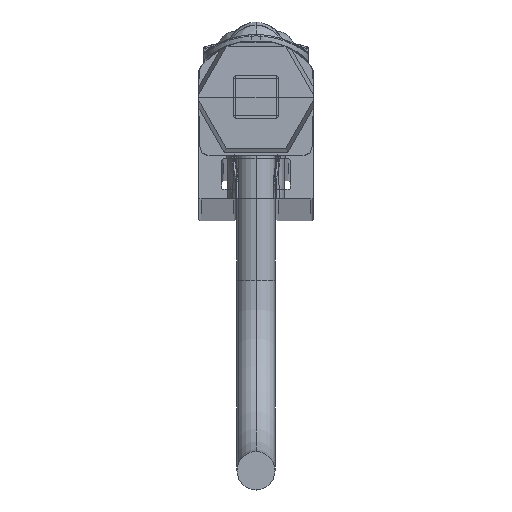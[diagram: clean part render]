
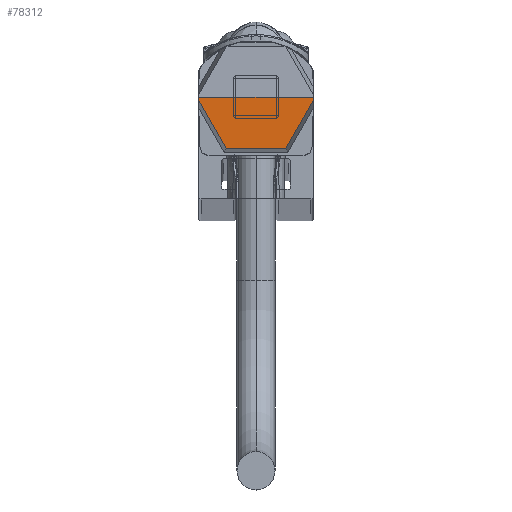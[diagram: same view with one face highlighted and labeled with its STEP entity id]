
A CAD part, top view. The second image highlights one B-rep face of the part: STEP entity #78312.
In plain terms, the highlighted planar face has unit normal (0, -0.018, 1).
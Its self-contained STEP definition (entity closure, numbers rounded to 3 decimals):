
#21874=DIRECTION('',(0.017,-1.,-0.017));
#21875=VECTOR('',#21874,0.323);
#21876=CARTESIAN_POINT('',(-6.,2.35,669.25));
#21877=LINE('',#21876,#21875);
#21878=DIRECTION('',(-0.017,-1.,-0.017));
#21879=VECTOR('',#21878,0.323);
#21880=CARTESIAN_POINT('',(6.,2.35,669.25));
#21881=LINE('',#21880,#21879);
#21882=DIRECTION('',(0.497,0.868,0.015));
#21883=VECTOR('',#21882,5.82);
#21884=CARTESIAN_POINT('',(3.101,-3.021,
669.156));
#21885=LINE('',#21884,#21883);
#21886=DIRECTION('',(1.,0.,0.));
#21887=VECTOR('',#21886,6.202);
#21888=CARTESIAN_POINT('',(-3.101,-3.021,
669.156));
#21889=LINE('',#21888,#21887);
#21890=DIRECTION('',(0.497,-0.868,-0.015));
#21891=VECTOR('',#21890,5.819);
#21892=CARTESIAN_POINT('',(-5.994,2.027,
669.244));
#21893=LINE('',#21892,#21891);
#21907=DIRECTION('',(1.,0.,0.));
#21908=VECTOR('',#21907,12.);
#21909=CARTESIAN_POINT('',(-6.,2.35,669.25));
#21910=LINE('',#21909,#21908);
#48987=CARTESIAN_POINT('',(-6.,2.35,669.25));
#48988=VERTEX_POINT('',#48987);
#48989=CARTESIAN_POINT('',(6.,2.35,669.25));
#48990=VERTEX_POINT('',#48989);
#48996=CARTESIAN_POINT('',(5.994,2.027,669.244));
#48998=VERTEX_POINT('',#48996);
#49012=CARTESIAN_POINT('',(-5.994,2.027,
669.244));
#49014=VERTEX_POINT('',#49012);
#49019=CARTESIAN_POINT('',(-3.101,-3.021,
669.156));
#49020=CARTESIAN_POINT('',(3.101,-3.021,
669.156));
#49021=VERTEX_POINT('',#49019);
#49022=VERTEX_POINT('',#49020);
#78295=CARTESIAN_POINT('',(-6.64,2.35,669.25));
#78296=DIRECTION('',(0.,-0.017,1.));
#78297=DIRECTION('',(1.,0.,0.));
#78298=AXIS2_PLACEMENT_3D('',#78295,#78296,#78297);
#78299=PLANE('',#78298);
#78300=ORIENTED_EDGE('',*,*,#78275,.F.);
#78302=ORIENTED_EDGE('',*,*,#78301,.T.);
#78304=ORIENTED_EDGE('',*,*,#78303,.T.);
#78306=ORIENTED_EDGE('',*,*,#78305,.F.);
#78308=ORIENTED_EDGE('',*,*,#78307,.F.);
#78309=ORIENTED_EDGE('',*,*,#78286,.F.);
#78310=EDGE_LOOP('',(#78300,#78302,#78304,#78306,#78308,#78309));
#78311=FACE_OUTER_BOUND('',#78310,.F.);
#78312=ADVANCED_FACE('',(#78311),#78299,.T.);
#78275=EDGE_CURVE('',#48988,#49014,#21877,.T.);
#78286=EDGE_CURVE('',#49014,#49021,#21893,.T.);
#78301=EDGE_CURVE('',#48988,#48990,#21910,.T.);
#78303=EDGE_CURVE('',#48990,#48998,#21881,.T.);
#78305=EDGE_CURVE('',#49022,#48998,#21885,.T.);
#78307=EDGE_CURVE('',#49021,#49022,#21889,.T.);
